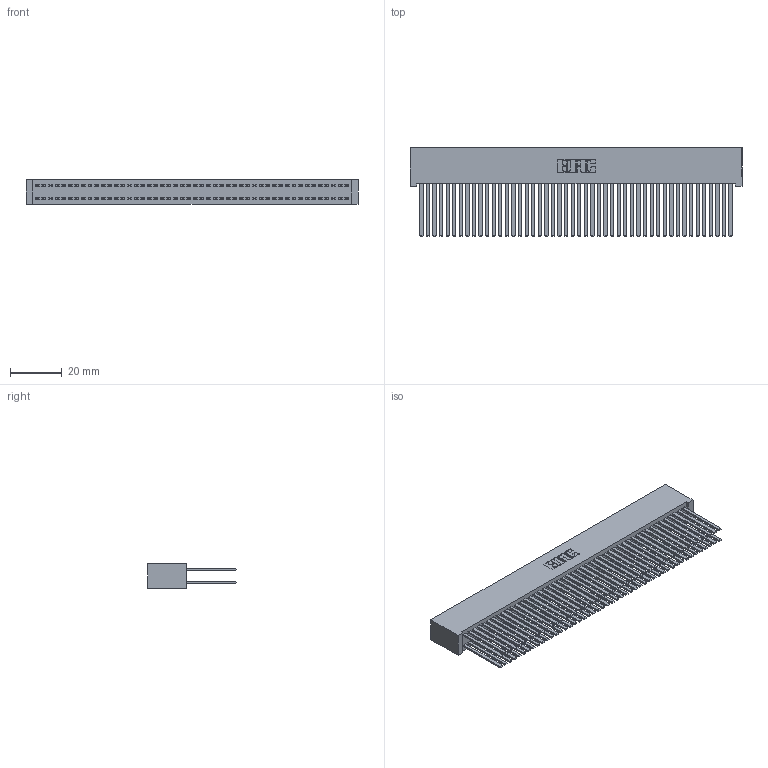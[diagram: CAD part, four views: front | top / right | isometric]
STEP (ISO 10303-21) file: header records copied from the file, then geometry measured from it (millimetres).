
FILE_DESCRIPTION (( 'STEP AP203' ), '1' );
FILE_NAME ('392-096-544-201.STEP', '2018-08-18T10:02:16', ( '' ), ( '' ), 'SwSTEP 2.0', 'SolidWorks 2016', '' );
FILE_SCHEMA (( 'CONFIG_CONTROL_DESIGN' ));
Length unit declared in the file: inch
Products named in the file (3): 345-292-001_345-293-144; 392-096-544-201; 342 Part_Lugless
Assembly tree (97 placements, depth 2):
  392-096-544-201
    342 Part_Lugless
    345-292-001_345-293-144  x96
Bounding box: 128.17 x 34.3 x 9.4 mm (x, y, z)
Volume: 13329.6 mm3; surface area: 26018.1 mm2
Topology: 97 solids, 97 shells, 4518 faces, 13427 edges, 8822 vertices
Faces by surface type: plane 3134, cylinder 1384
Entity records: 29511 total; most frequent: CARTESIAN_POINT 4878, ORIENTED_EDGE 4814, DIRECTION 4147, EDGE_CURVE 2407, VECTOR 2291, LINE 2291, VERTEX_POINT 1602, AXIS2_PLACEMENT_3D 928
